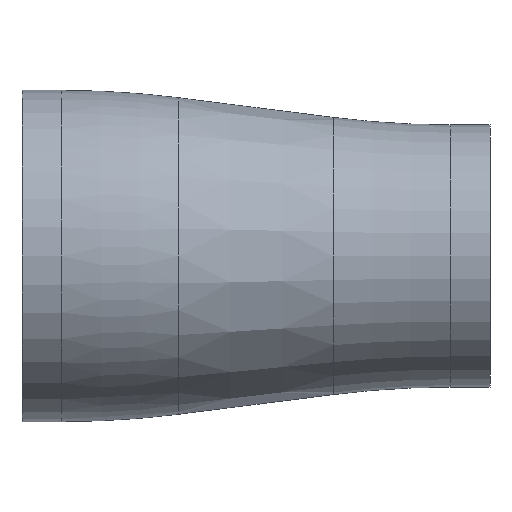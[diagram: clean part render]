
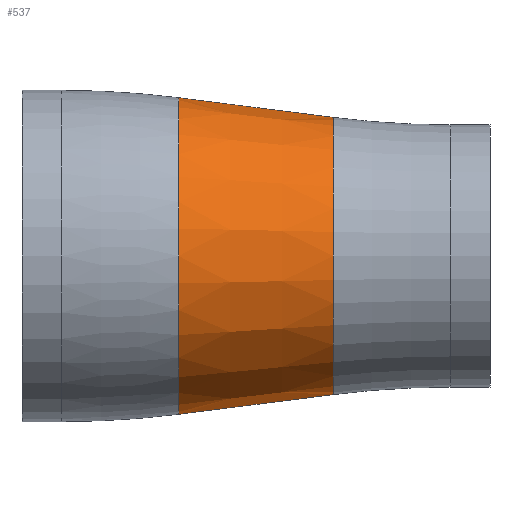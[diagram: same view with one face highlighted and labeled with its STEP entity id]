
A CAD part, front view. The second image highlights one B-rep face of the part: STEP entity #537.
In plain terms, the highlighted conical face has half-angle 7.253 degrees and reference radius 11.25 mm.
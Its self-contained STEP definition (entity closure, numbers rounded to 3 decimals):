
#26 = CARTESIAN_POINT ( 'NONE',  ( 6.284, 0., -11.25 ) ) ;
#29 = DIRECTION ( 'NONE',  ( 0., 0., 1. ) ) ;
#85 = CARTESIAN_POINT ( 'NONE',  ( 6.284, 0., 0. ) ) ;
#116 = AXIS2_PLACEMENT_3D ( 'NONE', #85, #344, #29 ) ;
#119 = VERTEX_POINT ( 'NONE', #557 ) ;
#122 = ORIENTED_EDGE ( 'NONE', *, *, #355, .T. ) ;
#131 = CARTESIAN_POINT ( 'NONE',  ( -6.284, 0., 0. ) ) ;
#147 = VERTEX_POINT ( 'NONE', #656 ) ;
#169 = VECTOR ( 'NONE', #598, 1000. ) ;
#176 = DIRECTION ( 'NONE',  ( 0., 0., 1. ) ) ;
#178 = VERTEX_POINT ( 'NONE', #608 ) ;
#230 = VERTEX_POINT ( 'NONE', #26 ) ;
#231 = CARTESIAN_POINT ( 'NONE',  ( 6.284, 0., 0. ) ) ;
#238 = DIRECTION ( 'NONE',  ( -0.992, 0., -0.126 ) ) ;
#242 = ORIENTED_EDGE ( 'NONE', *, *, #623, .F. ) ;
#264 = LINE ( 'NONE', #645, #169 ) ;
#287 = DIRECTION ( 'NONE',  ( -1., 0., 0. ) ) ;
#296 = CARTESIAN_POINT ( 'NONE',  ( 6.284, 0., -11.25 ) ) ;
#303 = ORIENTED_EDGE ( 'NONE', *, *, #575, .F. ) ;
#325 = AXIS2_PLACEMENT_3D ( 'NONE', #231, #542, #176 ) ;
#344 = DIRECTION ( 'NONE',  ( -1., 0., 0. ) ) ;
#355 = EDGE_CURVE ( 'NONE', #147, #119, #264, .T. ) ;
#389 = CIRCLE ( 'NONE', #617, 12.85 ) ;
#445 = FACE_OUTER_BOUND ( 'NONE', #565, .T. ) ;
#448 = LINE ( 'NONE', #296, #644 ) ;
#490 = DIRECTION ( 'NONE',  ( 0., 0., 1. ) ) ;
#537 = ADVANCED_FACE ( 'NONE', ( #445 ), #626, .T. ) ;
#542 = DIRECTION ( 'NONE',  ( -1., 0., 0. ) ) ;
#554 = ORIENTED_EDGE ( 'NONE', *, *, #556, .T. ) ;
#556 = EDGE_CURVE ( 'NONE', #230, #147, #560, .T. ) ;
#557 = CARTESIAN_POINT ( 'NONE',  ( -6.284, 0., 12.85 ) ) ;
#560 = CIRCLE ( 'NONE', #116, 11.25 ) ;
#565 = EDGE_LOOP ( 'NONE', ( #303, #554, #122, #242 ) ) ;
#575 = EDGE_CURVE ( 'NONE', #230, #178, #448, .T. ) ;
#598 = DIRECTION ( 'NONE',  ( -0.992, 0., 0.126 ) ) ;
#608 = CARTESIAN_POINT ( 'NONE',  ( -6.284, 0., -12.85 ) ) ;
#617 = AXIS2_PLACEMENT_3D ( 'NONE', #131, #287, #490 ) ;
#623 = EDGE_CURVE ( 'NONE', #178, #119, #389, .T. ) ;
#626 = CONICAL_SURFACE ( 'NONE', #325, 11.25, 0.127 ) ;
#644 = VECTOR ( 'NONE', #238, 1000. ) ;
#645 = CARTESIAN_POINT ( 'NONE',  ( 6.284, 0., 11.25 ) ) ;
#656 = CARTESIAN_POINT ( 'NONE',  ( 6.284, 0., 11.25 ) ) ;
